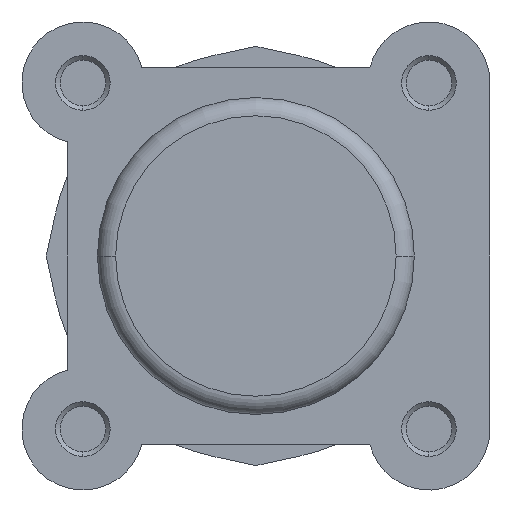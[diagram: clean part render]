
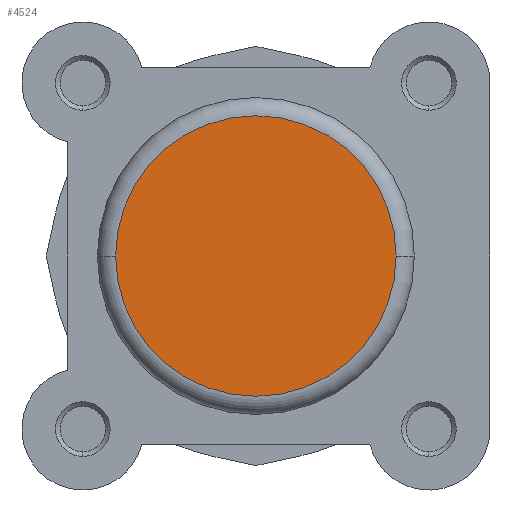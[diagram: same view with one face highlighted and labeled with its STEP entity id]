
A CAD part, left-side view. The second image highlights one B-rep face of the part: STEP entity #4524.
In plain terms, the highlighted planar face has unit normal (-1, 0, 0).
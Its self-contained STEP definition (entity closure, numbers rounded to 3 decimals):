
#1 = CARTESIAN_POINT ( 'NONE',  ( 0., 0., 0. ) ) ;
#171 = VERTEX_POINT ( 'NONE', #219 ) ;
#172 = VERTEX_POINT ( 'NONE', #242 ) ;
#219 = CARTESIAN_POINT ( 'NONE',  ( 0., -15.4, 0. ) ) ;
#242 = CARTESIAN_POINT ( 'NONE',  ( 0., 15.4, 0. ) ) ;
#625 = EDGE_CURVE ( 'NONE', #171, #172, #1832, .T. ) ;
#948 = EDGE_CURVE ( 'NONE', #172, #171, #4786, .T. ) ;
#1113 = ORIENTED_EDGE ( 'NONE', *, *, #948, .T. ) ;
#1135 = ORIENTED_EDGE ( 'NONE', *, *, #625, .T. ) ;
#1832 = CIRCLE ( 'NONE', #2240, 15.4 ) ;
#2001 = EDGE_LOOP ( 'NONE', ( #1113, #1135 ) ) ;
#2240 = AXIS2_PLACEMENT_3D ( 'NONE', #1, #5872, #5873 ) ;
#2310 = AXIS2_PLACEMENT_3D ( 'NONE', #2939, #2940, #2941 ) ;
#2470 = AXIS2_PLACEMENT_3D ( 'NONE', #3624, #3636, #3637 ) ;
#2939 = CARTESIAN_POINT ( 'NONE',  ( 0., 0., 0. ) ) ;
#2940 = DIRECTION ( 'NONE',  ( -1., 0., 0. ) ) ;
#2941 = DIRECTION ( 'NONE',  ( 0., 1., 0. ) ) ;
#3624 = CARTESIAN_POINT ( 'NONE',  ( 0., 0., 0. ) ) ;
#3629 = PLANE ( 'NONE',  #2470 ) ;
#3636 = DIRECTION ( 'NONE',  ( 1., 0., 0. ) ) ;
#3637 = DIRECTION ( 'NONE',  ( 0., 1., 0. ) ) ;
#4524 = ADVANCED_FACE ( 'NONE', ( #5198 ), #3629, .F. ) ;
#4786 = CIRCLE ( 'NONE', #2310, 15.4 ) ;
#5198 = FACE_OUTER_BOUND ( 'NONE', #2001, .T. ) ;
#5872 = DIRECTION ( 'NONE',  ( -1., 0., 0. ) ) ;
#5873 = DIRECTION ( 'NONE',  ( 0., 1., 0. ) ) ;
